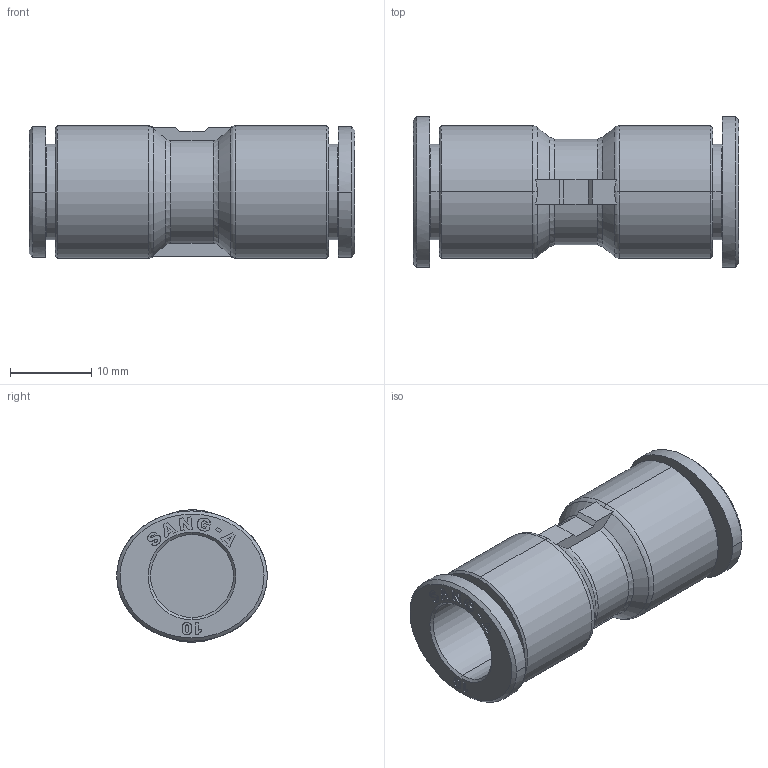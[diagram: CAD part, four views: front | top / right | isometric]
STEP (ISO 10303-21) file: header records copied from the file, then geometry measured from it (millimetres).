
FILE_DESCRIPTION((''),'2;1');
FILE_NAME('GPUC 10(3D).stp','2012-12-27T14:41:12',(''),(''),'Mechanical Desktop.R8.0.24.0','Mechanical Desktop.R8.0.24.0',', , ');
FILE_SCHEMA(('CONFIG_CONTROL_DESIGN'));
Length unit declared in the file: millimetre
Products named in the file (2): GPUC 10(3D); ºÎÇ°1
Assembly tree (1 placements, depth 2):
  GPUC 10(3D)
    ºÎÇ°1
Bounding box: 40 x 18.5 x 16.3 mm (x, y, z)
Volume: 4462.5 mm3; surface area: 4160.3 mm2
Topology: 1 solids, 1 shells, 826 faces, 2374 edges, 1578 vertices
Faces by surface type: plane 770, bspline 20, cylinder 16, cone 16, torus 4
Entity records: 27599 total; most frequent: CARTESIAN_POINT 5962, ORIENTED_EDGE 4748, DIRECTION 3990, EDGE_CURVE 2374, VECTOR 2250, LINE 2250, VERTEX_POINT 1578, AXIS2_PLACEMENT_3D 870
